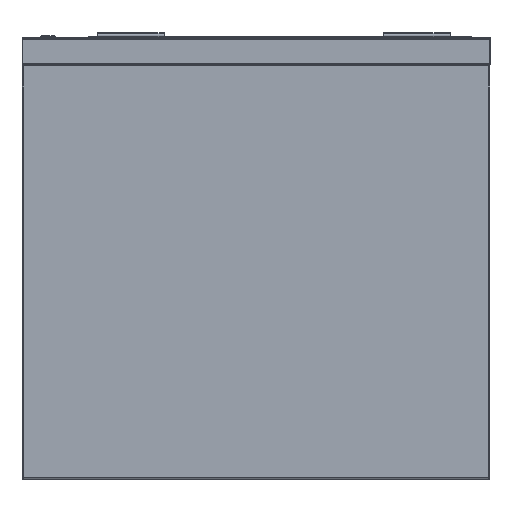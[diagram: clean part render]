
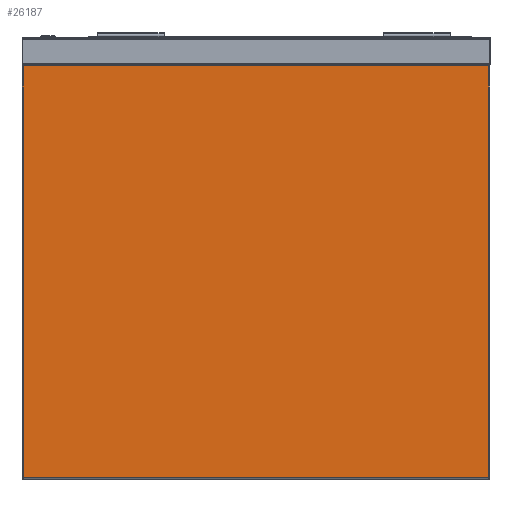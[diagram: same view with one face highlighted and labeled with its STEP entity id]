
A CAD part, left-side view. The second image highlights one B-rep face of the part: STEP entity #26187.
In plain terms, the highlighted planar face has unit normal (-1, 0, 0).
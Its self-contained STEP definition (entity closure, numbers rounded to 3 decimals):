
#952 = VERTEX_POINT ( 'NONE', #1514 ) ;
#1127 = CARTESIAN_POINT ( 'NONE',  ( -260., -348., -660. ) ) ;
#1195 = CARTESIAN_POINT ( 'NONE',  ( -260., 348., -660. ) ) ;
#1514 = CARTESIAN_POINT ( 'NONE',  ( -260., -348., -658. ) ) ;
#2203 = CARTESIAN_POINT ( 'NONE',  ( -260., 348., -42. ) ) ;
#2294 = CARTESIAN_POINT ( 'NONE',  ( -260., -350., -658. ) ) ;
#3272 = CARTESIAN_POINT ( 'NONE',  ( -260., -350., -660. ) ) ;
#3597 = PLANE ( 'NONE',  #9112 ) ;
#4465 = VECTOR ( 'NONE', #11851, 1000. ) ;
#5095 = ORIENTED_EDGE ( 'NONE', *, *, #28281, .T. ) ;
#5580 = LINE ( 'NONE', #1127, #30117 ) ;
#7128 = ORIENTED_EDGE ( 'NONE', *, *, #9944, .T. ) ;
#8294 = VECTOR ( 'NONE', #28730, 1000. ) ;
#8795 = LINE ( 'NONE', #1195, #25974 ) ;
#9112 = AXIS2_PLACEMENT_3D ( 'NONE', #3272, #28304, #21045 ) ;
#9147 = CARTESIAN_POINT ( 'NONE',  ( -260., 350., -42. ) ) ;
#9944 = EDGE_CURVE ( 'NONE', #11368, #15690, #11096, .T. ) ;
#11096 = LINE ( 'NONE', #9147, #8294 ) ;
#11368 = VERTEX_POINT ( 'NONE', #13674 ) ;
#11851 = DIRECTION ( 'NONE',  ( 0., -1., 0. ) ) ;
#13154 = FACE_OUTER_BOUND ( 'NONE', #17281, .T. ) ;
#13674 = CARTESIAN_POINT ( 'NONE',  ( -260., -348., -42. ) ) ;
#14188 = ORIENTED_EDGE ( 'NONE', *, *, #16170, .T. ) ;
#15499 = VERTEX_POINT ( 'NONE', #30217 ) ;
#15690 = VERTEX_POINT ( 'NONE', #2203 ) ;
#16170 = EDGE_CURVE ( 'NONE', #15499, #952, #22206, .T. ) ;
#17281 = EDGE_LOOP ( 'NONE', ( #30266, #7128, #5095, #14188 ) ) ;
#20958 = DIRECTION ( 'NONE',  ( 0., 0., -1. ) ) ;
#21045 = DIRECTION ( 'NONE',  ( 0., 0., 1. ) ) ;
#22206 = LINE ( 'NONE', #2294, #4465 ) ;
#25840 = DIRECTION ( 'NONE',  ( 0., 0., 1. ) ) ;
#25974 = VECTOR ( 'NONE', #20958, 1000. ) ;
#26187 = ADVANCED_FACE ( 'Fl�che7', ( #13154 ), #3597, .T. ) ;
#26205 = EDGE_CURVE ( 'NONE', #952, #11368, #5580, .T. ) ;
#28281 = EDGE_CURVE ( 'NONE', #15690, #15499, #8795, .T. ) ;
#28304 = DIRECTION ( 'NONE',  ( -1., 0., 0. ) ) ;
#28730 = DIRECTION ( 'NONE',  ( 0., 1., 0. ) ) ;
#30117 = VECTOR ( 'NONE', #25840, 1000. ) ;
#30217 = CARTESIAN_POINT ( 'NONE',  ( -260., 348., -658. ) ) ;
#30266 = ORIENTED_EDGE ( 'NONE', *, *, #26205, .T. ) ;
